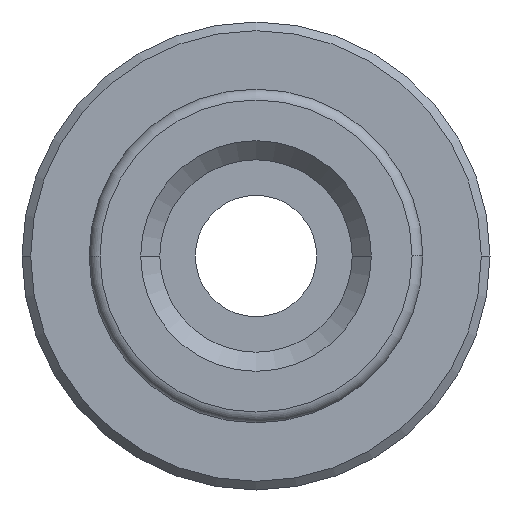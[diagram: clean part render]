
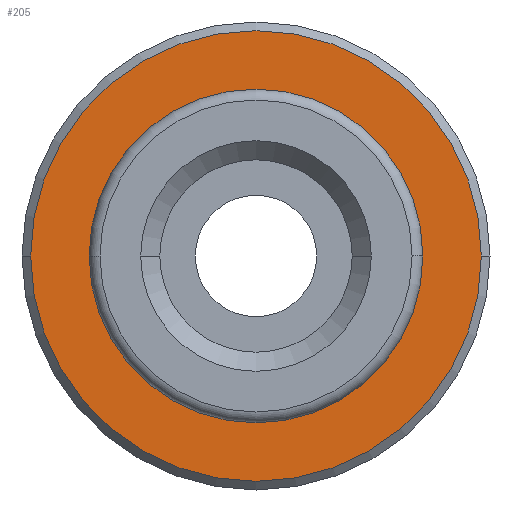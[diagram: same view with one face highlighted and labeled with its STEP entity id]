
A CAD part, front view. The second image highlights one B-rep face of the part: STEP entity #205.
In plain terms, the highlighted planar face has unit normal (0, -1, 0).
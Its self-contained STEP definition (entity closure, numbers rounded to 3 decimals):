
#205=ADVANCED_FACE('',(#422,#423),#424,.T.);
#422=FACE_OUTER_BOUND('',#643,.T.);
#423=FACE_BOUND('',#644,.T.);
#424=PLANE('',#645);
#643=EDGE_LOOP('',(#1134,#1135));
#644=EDGE_LOOP('',(#1136,#1137));
#645=AXIS2_PLACEMENT_3D('',#1138,#1139,#1140);
#1134=ORIENTED_EDGE('',*,*,#1357,.F.);
#1135=ORIENTED_EDGE('',*,*,#1297,.F.);
#1136=ORIENTED_EDGE('',*,*,#1247,.F.);
#1137=ORIENTED_EDGE('',*,*,#1401,.F.);
#1138=CARTESIAN_POINT('',(6.5,3.7,0.0));
#1139=DIRECTION('',(-0.0,-1.0,-0.0));
#1140=DIRECTION('',(-1.0,0.0,0.0));
#1247=EDGE_CURVE('',#1470,#1466,#1472,.T.);
#1297=EDGE_CURVE('',#1550,#1545,#1552,.T.);
#1357=EDGE_CURVE('',#1545,#1550,#1632,.T.);
#1401=EDGE_CURVE('',#1466,#1470,#1682,.T.);
#1466=VERTEX_POINT('',#1755);
#1470=VERTEX_POINT('',#1760);
#1472=CIRCLE('',#1763,9.0);
#1545=VERTEX_POINT('',#1846);
#1550=VERTEX_POINT('',#1852);
#1552=CIRCLE('',#1855,13.0);
#1632=CIRCLE('',#1953,13.0);
#1682=CIRCLE('',#2013,9.0);
#1755=CARTESIAN_POINT('',(9.0,3.7,0.));
#1760=CARTESIAN_POINT('',(-9.0,3.7,0.));
#1763=AXIS2_PLACEMENT_3D('',#2084,#2085,#2086);
#1846=CARTESIAN_POINT('',(13.0,3.7,0.0));
#1852=CARTESIAN_POINT('',(-13.0,3.7,0.));
#1855=AXIS2_PLACEMENT_3D('',#2174,#2175,#2176);
#1953=AXIS2_PLACEMENT_3D('',#2261,#2262,#2263);
#2013=AXIS2_PLACEMENT_3D('',#2316,#2317,#2318);
#2084=CARTESIAN_POINT('',(0.0,3.7,0.0));
#2085=DIRECTION('',(0.0,-1.0,-0.0));
#2086=DIRECTION('',(1.0,0.0,0.0));
#2174=CARTESIAN_POINT('',(0.0,3.7,0.0));
#2175=DIRECTION('',(-0.0,1.0,0.0));
#2176=DIRECTION('',(1.0,0.0,0.0));
#2261=CARTESIAN_POINT('',(0.0,3.7,0.0));
#2262=DIRECTION('',(-0.0,1.0,0.0));
#2263=DIRECTION('',(1.0,0.0,0.0));
#2316=CARTESIAN_POINT('',(0.0,3.7,0.0));
#2317=DIRECTION('',(0.0,-1.0,-0.0));
#2318=DIRECTION('',(1.0,0.0,0.0));
